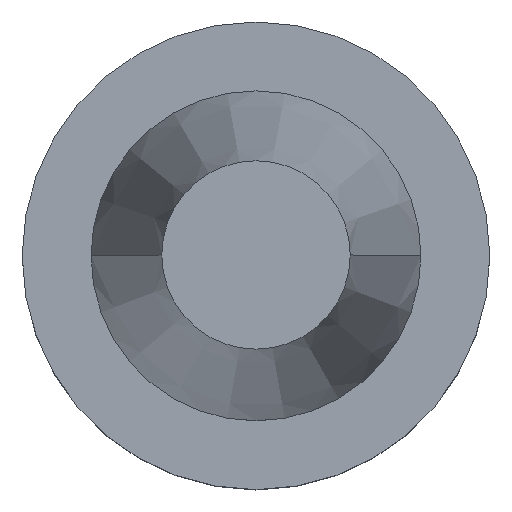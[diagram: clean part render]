
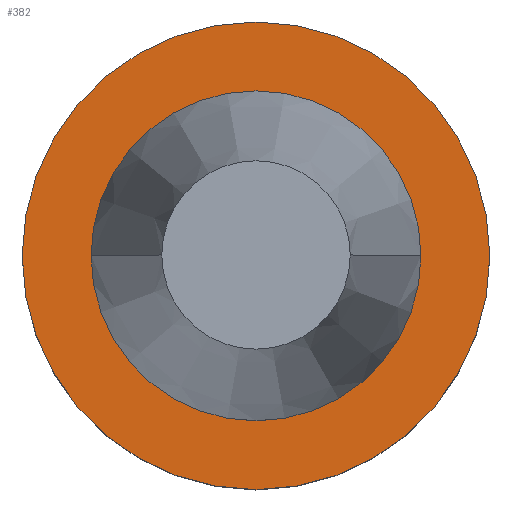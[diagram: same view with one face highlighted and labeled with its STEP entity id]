
A CAD part, top view. The second image highlights one B-rep face of the part: STEP entity #382.
In plain terms, the highlighted planar face has unit normal (0, 0, 1).
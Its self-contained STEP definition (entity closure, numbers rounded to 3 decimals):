
#16 = CARTESIAN_POINT ( 'NONE',  ( 31.5, 0., -1. ) ) ;
#39 = CIRCLE ( 'NONE', #432, 22.225 ) ;
#60 = DIRECTION ( 'NONE',  ( 0., 0., 1. ) ) ;
#98 = ORIENTED_EDGE ( 'NONE', *, *, #473, .F. ) ;
#126 = FACE_OUTER_BOUND ( 'NONE', #488, .T. ) ;
#129 = ORIENTED_EDGE ( 'NONE', *, *, #674, .T. ) ;
#136 = CARTESIAN_POINT ( 'NONE',  ( 0., 31.5, -1. ) ) ;
#151 = CARTESIAN_POINT ( 'NONE',  ( 22.225, 0., -1. ) ) ;
#155 = DIRECTION ( 'NONE',  ( 0., 0., 1. ) ) ;
#162 = EDGE_CURVE ( 'NONE', #213, #485, #415, .T. ) ;
#169 = AXIS2_PLACEMENT_3D ( 'NONE', #290, #272, #231 ) ;
#182 = CARTESIAN_POINT ( 'NONE',  ( 0., 0., -1. ) ) ;
#188 = EDGE_LOOP ( 'NONE', ( #98, #745 ) ) ;
#209 = AXIS2_PLACEMENT_3D ( 'NONE', #216, #155, #487 ) ;
#213 = VERTEX_POINT ( 'NONE', #531 ) ;
#216 = CARTESIAN_POINT ( 'NONE',  ( 0., 0., -1. ) ) ;
#231 = DIRECTION ( 'NONE',  ( 1., 0., 0. ) ) ;
#243 = FACE_BOUND ( 'NONE', #188, .T. ) ;
#249 = DIRECTION ( 'NONE',  ( 0., 0., -1. ) ) ;
#262 = VERTEX_POINT ( 'NONE', #431 ) ;
#272 = DIRECTION ( 'NONE',  ( 0., 0., 1. ) ) ;
#290 = CARTESIAN_POINT ( 'NONE',  ( 0., 0., -1. ) ) ;
#305 = PLANE ( 'NONE',  #325 ) ;
#325 = AXIS2_PLACEMENT_3D ( 'NONE', #136, #249, #549 ) ;
#382 = ADVANCED_FACE ( 'NONE', ( #243, #126 ), #305, .F. ) ;
#415 = CIRCLE ( 'NONE', #209, 31.5 ) ;
#431 = CARTESIAN_POINT ( 'NONE',  ( -22.225, 0., -1. ) ) ;
#432 = AXIS2_PLACEMENT_3D ( 'NONE', #729, #439, #671 ) ;
#439 = DIRECTION ( 'NONE',  ( 0., 0., 1. ) ) ;
#473 = EDGE_CURVE ( 'NONE', #644, #262, #39, .T. ) ;
#485 = VERTEX_POINT ( 'NONE', #16 ) ;
#487 = DIRECTION ( 'NONE',  ( 1., 0., 0. ) ) ;
#488 = EDGE_LOOP ( 'NONE', ( #129, #633 ) ) ;
#531 = CARTESIAN_POINT ( 'NONE',  ( -31.5, 0., -1. ) ) ;
#549 = DIRECTION ( 'NONE',  ( -1., 0., 0. ) ) ;
#555 = CIRCLE ( 'NONE', #169, 22.225 ) ;
#589 = CIRCLE ( 'NONE', #614, 31.5 ) ;
#599 = DIRECTION ( 'NONE',  ( 1., 0., 0. ) ) ;
#614 = AXIS2_PLACEMENT_3D ( 'NONE', #182, #60, #599 ) ;
#623 = EDGE_CURVE ( 'NONE', #262, #644, #555, .T. ) ;
#633 = ORIENTED_EDGE ( 'NONE', *, *, #162, .T. ) ;
#644 = VERTEX_POINT ( 'NONE', #151 ) ;
#671 = DIRECTION ( 'NONE',  ( 1., 0., 0. ) ) ;
#674 = EDGE_CURVE ( 'NONE', #485, #213, #589, .T. ) ;
#729 = CARTESIAN_POINT ( 'NONE',  ( 0., 0., -1. ) ) ;
#745 = ORIENTED_EDGE ( 'NONE', *, *, #623, .F. ) ;
